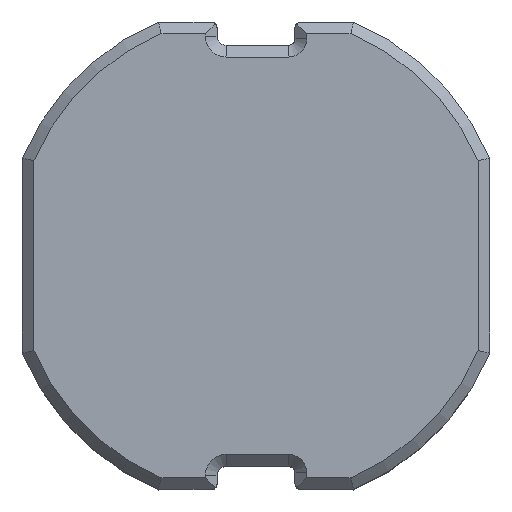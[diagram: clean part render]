
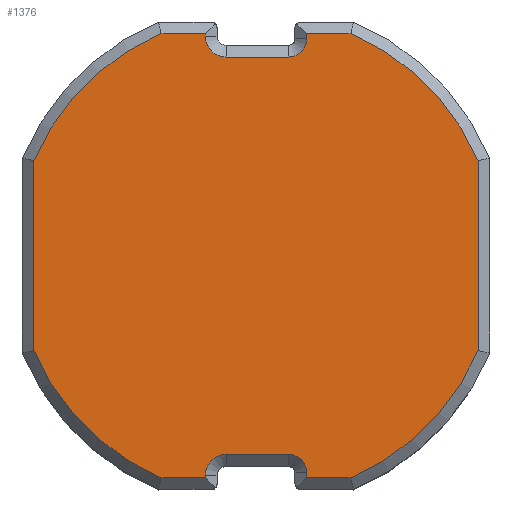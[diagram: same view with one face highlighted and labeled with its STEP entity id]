
A CAD part, top view. The second image highlights one B-rep face of the part: STEP entity #1376.
In plain terms, the highlighted planar face has unit normal (0, 0, 1).
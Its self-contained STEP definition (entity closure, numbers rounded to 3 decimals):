
#103=FACE_OUTER_BOUND('',#187,.T.);
#187=EDGE_LOOP('',(#995,#996,#997,#998,#999,#1000,#1001,#1002,#1003,#1004,
#1005,#1006,#1007,#1008,#1009,#1010,#1011,#1012,#1013,#1014));
#276=CIRCLE('',#1508,3.1);
#277=CIRCLE('',#1509,3.1);
#278=CIRCLE('',#1510,0.27);
#279=CIRCLE('',#1511,0.232);
#280=CIRCLE('',#1512,3.1);
#281=CIRCLE('',#1513,3.1);
#282=CIRCLE('',#1514,0.232);
#283=CIRCLE('',#1515,0.27);
#340=LINE('',#2443,#464);
#343=LINE('',#2449,#467);
#344=LINE('',#2451,#468);
#345=LINE('',#2455,#469);
#346=LINE('',#2459,#470);
#347=LINE('',#2461,#471);
#348=LINE('',#2465,#472);
#349=LINE('',#2469,#473);
#350=LINE('',#2471,#474);
#351=LINE('',#2475,#475);
#352=LINE('',#2479,#476);
#353=LINE('',#2481,#477);
#464=VECTOR('',#1744,0.798);
#467=VECTOR('',#1749,0.03);
#468=VECTOR('',#1750,0.57);
#469=VECTOR('',#1753,2.439);
#470=VECTOR('',#1756,0.57);
#471=VECTOR('',#1757,0.03);
#472=VECTOR('',#1760,0.798);
#473=VECTOR('',#1763,0.068);
#474=VECTOR('',#1764,0.57);
#475=VECTOR('',#1767,2.439);
#476=VECTOR('',#1770,0.57);
#477=VECTOR('',#1771,0.068);
#620=VERTEX_POINT('',#2441);
#621=VERTEX_POINT('',#2442);
#622=VERTEX_POINT('',#2447);
#623=VERTEX_POINT('',#2448);
#624=VERTEX_POINT('',#2450);
#625=VERTEX_POINT('',#2452);
#626=VERTEX_POINT('',#2454);
#627=VERTEX_POINT('',#2456);
#628=VERTEX_POINT('',#2458);
#629=VERTEX_POINT('',#2460);
#630=VERTEX_POINT('',#2462);
#631=VERTEX_POINT('',#2464);
#632=VERTEX_POINT('',#2466);
#633=VERTEX_POINT('',#2468);
#634=VERTEX_POINT('',#2470);
#635=VERTEX_POINT('',#2472);
#636=VERTEX_POINT('',#2474);
#637=VERTEX_POINT('',#2476);
#638=VERTEX_POINT('',#2478);
#639=VERTEX_POINT('',#2480);
#764=EDGE_CURVE('',#620,#621,#340,.T.);
#767=EDGE_CURVE('',#622,#623,#343,.T.);
#768=EDGE_CURVE('',#623,#624,#344,.T.);
#769=EDGE_CURVE('',#624,#625,#276,.T.);
#770=EDGE_CURVE('',#625,#626,#345,.T.);
#771=EDGE_CURVE('',#626,#627,#277,.T.);
#772=EDGE_CURVE('',#627,#628,#346,.T.);
#773=EDGE_CURVE('',#628,#629,#347,.T.);
#774=EDGE_CURVE('',#629,#630,#278,.T.);
#775=EDGE_CURVE('',#630,#631,#348,.T.);
#776=EDGE_CURVE('',#631,#632,#279,.T.);
#777=EDGE_CURVE('',#632,#633,#349,.T.);
#778=EDGE_CURVE('',#633,#634,#350,.T.);
#779=EDGE_CURVE('',#634,#635,#280,.T.);
#780=EDGE_CURVE('',#635,#636,#351,.T.);
#781=EDGE_CURVE('',#636,#637,#281,.T.);
#782=EDGE_CURVE('',#637,#638,#352,.T.);
#783=EDGE_CURVE('',#638,#639,#353,.T.);
#784=EDGE_CURVE('',#639,#620,#282,.T.);
#785=EDGE_CURVE('',#621,#622,#283,.T.);
#995=ORIENTED_EDGE('',*,*,#767,.T.);
#996=ORIENTED_EDGE('',*,*,#768,.T.);
#997=ORIENTED_EDGE('',*,*,#769,.T.);
#998=ORIENTED_EDGE('',*,*,#770,.T.);
#999=ORIENTED_EDGE('',*,*,#771,.T.);
#1000=ORIENTED_EDGE('',*,*,#772,.T.);
#1001=ORIENTED_EDGE('',*,*,#773,.T.);
#1002=ORIENTED_EDGE('',*,*,#774,.T.);
#1003=ORIENTED_EDGE('',*,*,#775,.T.);
#1004=ORIENTED_EDGE('',*,*,#776,.T.);
#1005=ORIENTED_EDGE('',*,*,#777,.T.);
#1006=ORIENTED_EDGE('',*,*,#778,.T.);
#1007=ORIENTED_EDGE('',*,*,#779,.T.);
#1008=ORIENTED_EDGE('',*,*,#780,.T.);
#1009=ORIENTED_EDGE('',*,*,#781,.T.);
#1010=ORIENTED_EDGE('',*,*,#782,.T.);
#1011=ORIENTED_EDGE('',*,*,#783,.T.);
#1012=ORIENTED_EDGE('',*,*,#784,.T.);
#1013=ORIENTED_EDGE('',*,*,#764,.T.);
#1014=ORIENTED_EDGE('',*,*,#785,.T.);
#1326=PLANE('',#1507);
#1376=ADVANCED_FACE('',(#103),#1326,.T.);
#1507=AXIS2_PLACEMENT_3D('',#2446,#1747,#1748);
#1508=AXIS2_PLACEMENT_3D('',#2453,#1751,#1752);
#1509=AXIS2_PLACEMENT_3D('',#2457,#1754,#1755);
#1510=AXIS2_PLACEMENT_3D('',#2463,#1758,#1759);
#1511=AXIS2_PLACEMENT_3D('',#2467,#1761,#1762);
#1512=AXIS2_PLACEMENT_3D('',#2473,#1765,#1766);
#1513=AXIS2_PLACEMENT_3D('',#2477,#1768,#1769);
#1514=AXIS2_PLACEMENT_3D('',#2482,#1772,#1773);
#1515=AXIS2_PLACEMENT_3D('',#2483,#1774,#1775);
#1744=DIRECTION('',(-1.,0.,0.));
#1747=DIRECTION('center_axis',(0.,0.,
1.));
#1748=DIRECTION('ref_axis',(0.,-1.,0.));
#1749=DIRECTION('',(0.,1.,0.));
#1750=DIRECTION('',(-1.,0.,0.));
#1751=DIRECTION('center_axis',(0.,0.,
1.));
#1752=DIRECTION('ref_axis',(-0.393,0.919,0.));
#1753=DIRECTION('',(0.,-1.,0.));
#1754=DIRECTION('center_axis',(0.,0.,
1.));
#1755=DIRECTION('ref_axis',(-0.919,-0.393,0.));
#1756=DIRECTION('',(1.,0.,0.));
#1757=DIRECTION('',(0.,1.,0.));
#1758=DIRECTION('center_axis',(0.,0.,
-1.));
#1759=DIRECTION('ref_axis',(-1.,0.,0.));
#1760=DIRECTION('',(1.,0.,0.));
#1761=DIRECTION('center_axis',(0.,0.,
-1.));
#1762=DIRECTION('ref_axis',(0.,1.,0.));
#1763=DIRECTION('',(0.,-1.,0.));
#1764=DIRECTION('',(1.,0.,0.));
#1765=DIRECTION('center_axis',(0.,0.,
1.));
#1766=DIRECTION('ref_axis',(0.393,-0.919,0.));
#1767=DIRECTION('',(0.,1.,0.));
#1768=DIRECTION('center_axis',(0.,0.,
1.));
#1769=DIRECTION('ref_axis',(0.919,0.393,0.));
#1770=DIRECTION('',(-1.,0.,0.));
#1771=DIRECTION('',(0.,-1.,0.));
#1772=DIRECTION('center_axis',(0.,0.,
-1.));
#1773=DIRECTION('ref_axis',(1.,0.,0.));
#1774=DIRECTION('center_axis',(0.,0.,
-1.));
#1775=DIRECTION('ref_axis',(0.,-1.,0.));
#2441=CARTESIAN_POINT('',(0.418,2.356,4.5));
#2442=CARTESIAN_POINT('',(-0.38,2.356,4.5));
#2443=CARTESIAN_POINT('',(0.418,2.356,4.5));
#2446=CARTESIAN_POINT('Origin',(0.,-0.194,
4.5));
#2447=CARTESIAN_POINT('',(-0.65,2.625,4.5));
#2448=CARTESIAN_POINT('',(-0.65,2.656,4.5));
#2449=CARTESIAN_POINT('',(-0.65,2.625,4.5));
#2450=CARTESIAN_POINT('',(-1.22,2.656,4.5));
#2451=CARTESIAN_POINT('',(-0.65,2.656,4.5));
#2452=CARTESIAN_POINT('',(-2.85,1.025,4.5));
#2453=CARTESIAN_POINT('Origin',(0.,-0.194,4.5));
#2454=CARTESIAN_POINT('',(-2.85,-1.414,4.5));
#2455=CARTESIAN_POINT('',(-2.85,1.025,4.5));
#2456=CARTESIAN_POINT('',(-1.22,-3.044,4.5));
#2457=CARTESIAN_POINT('Origin',(0.,-0.194,4.5));
#2458=CARTESIAN_POINT('',(-0.65,-3.044,4.5));
#2459=CARTESIAN_POINT('',(-1.22,-3.044,4.5));
#2460=CARTESIAN_POINT('',(-0.65,-3.014,4.5));
#2461=CARTESIAN_POINT('',(-0.65,-3.044,4.5));
#2462=CARTESIAN_POINT('',(-0.38,-2.744,4.5));
#2463=CARTESIAN_POINT('Origin',(-0.38,-3.014,4.5));
#2464=CARTESIAN_POINT('',(0.418,-2.744,4.5));
#2465=CARTESIAN_POINT('',(-0.38,-2.744,4.5));
#2466=CARTESIAN_POINT('',(0.65,-2.977,4.5));
#2467=CARTESIAN_POINT('Origin',(0.418,-2.977,4.5));
#2468=CARTESIAN_POINT('',(0.65,-3.044,4.5));
#2469=CARTESIAN_POINT('',(0.65,-2.977,4.5));
#2470=CARTESIAN_POINT('',(1.22,-3.044,4.5));
#2471=CARTESIAN_POINT('',(0.65,-3.044,4.5));
#2472=CARTESIAN_POINT('',(2.85,-1.414,4.5));
#2473=CARTESIAN_POINT('Origin',(0.,-0.194,4.5));
#2474=CARTESIAN_POINT('',(2.85,1.025,4.5));
#2475=CARTESIAN_POINT('',(2.85,-1.414,4.5));
#2476=CARTESIAN_POINT('',(1.22,2.656,4.5));
#2477=CARTESIAN_POINT('Origin',(0.,-0.194,4.5));
#2478=CARTESIAN_POINT('',(0.65,2.656,4.5));
#2479=CARTESIAN_POINT('',(1.22,2.656,4.5));
#2480=CARTESIAN_POINT('',(0.65,2.588,4.5));
#2481=CARTESIAN_POINT('',(0.65,2.656,4.5));
#2482=CARTESIAN_POINT('Origin',(0.418,2.588,4.5));
#2483=CARTESIAN_POINT('Origin',(-0.38,2.625,4.5));
